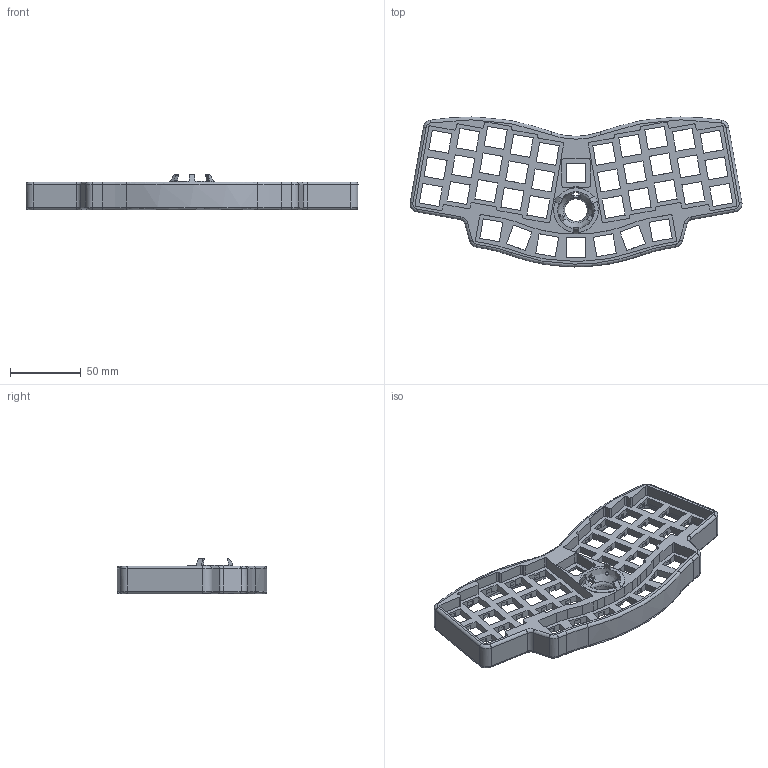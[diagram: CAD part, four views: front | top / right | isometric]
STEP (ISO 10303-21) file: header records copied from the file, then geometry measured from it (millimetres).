
FILE_DESCRIPTION(/* description */ (''),/* implementation_level */ '2;1');
FILE_NAME(/* name */ 'cocot38mini_v2_integrated_top_claw',/* time_stamp */ '2025-05-09T12:52:32-07:00',/* author */ (''),/* organization */ (''),/* preprocessor_version */ 'ST-DEVELOPER v16.5',/* originating_system */ 'Rhino 7.25',/* authorisation */ '');
FILE_SCHEMA (('AUTOMOTIVE_DESIGN_CC2'));
Length unit declared in the file: millimetre
Products named in the file (1): Document
Bounding box: 234.24 x 105.81 x 25.2 mm (x, y, z)
Volume: 106462.1 mm3; surface area: 59521 mm2
Topology: 1 solids, 1 shells, 871 faces, 2537 edges, 1665 vertices
Faces by surface type: plane 665, cylinder 157, bspline 49
Full cylindrical faces by diameter (mm): 2.4 x3, 16 x1
Entity records: 26243 total; most frequent: CARTESIAN_POINT 9754, ORIENTED_EDGE 5062, EDGE_CURVE 2531, B_SPLINE_CURVE_WITH_KNOTS 1940, VERTEX_POINT 1665, EDGE_LOOP 960, ADVANCED_FACE 871, FACE_OUTER_BOUND 871
